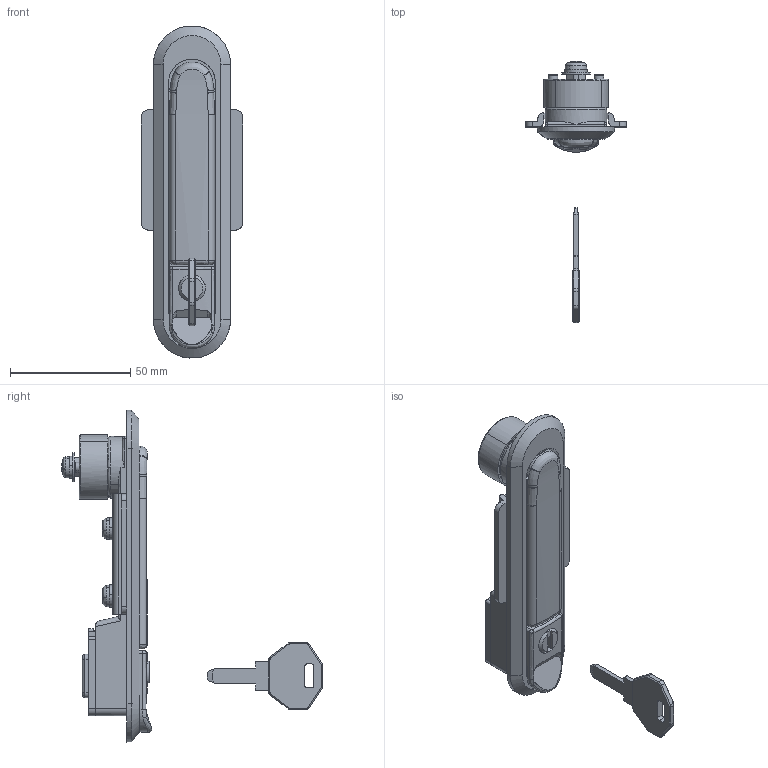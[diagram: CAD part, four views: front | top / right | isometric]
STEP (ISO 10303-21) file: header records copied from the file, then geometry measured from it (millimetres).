
FILE_DESCRIPTION((''),'2;1');
FILE_NAME('','2005-10-12T12:20:10',(''),(''),'','CADfix','');
FILE_SCHEMA(('AUTOMOTIVE_DESIGN'));
Length unit declared in the file: millimetre
Products named in the file (11): screw_A; lock; shaft; screw_B; key; handle; cover; cap; bracket; base; THA_449B_2K_2733_36
Assembly tree (11 placements, depth 2):
  THA_449B_2K_2733_36
    screw_A  x2
    lock
    shaft
    screw_B
    key
    handle
    cover
    cap
    bracket
    base
Bounding box: 42 x 108.37 x 137.94 mm (x, y, z)
Volume: 49266.7 mm3; surface area: 37351.6 mm2
Topology: 11 solids, 11 shells, 598 faces, 1683 edges, 1137 vertices
Faces by surface type: bspline 598
Entity records: 20794 total; most frequent: CARTESIAN_POINT 11652, ORIENTED_EDGE 3186, EDGE_CURVE 1593, VERTEX_POINT 1075, QUASI_UNIFORM_CURVE 813, EDGE_LOOP 616, FACE_OUTER_BOUND 568, ADVANCED_FACE 568
